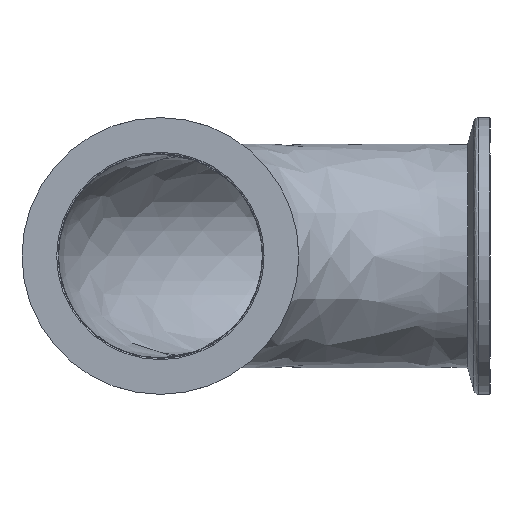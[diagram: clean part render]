
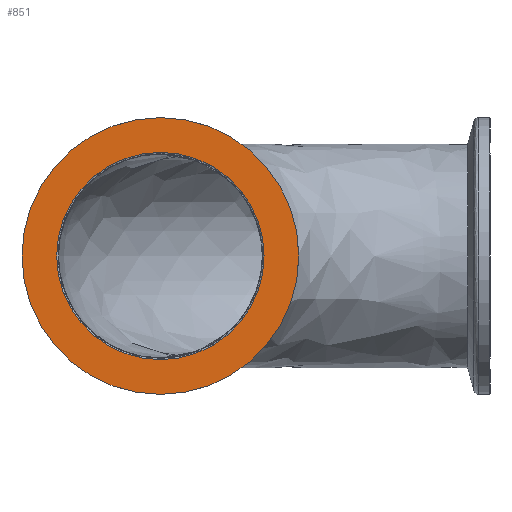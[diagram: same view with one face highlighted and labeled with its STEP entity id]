
A CAD part, front view. The second image highlights one B-rep face of the part: STEP entity #851.
In plain terms, the highlighted face is planar.
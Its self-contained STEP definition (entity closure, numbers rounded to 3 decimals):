
#67 = DIRECTION ( 'NONE',  ( -1., 0., 0. ) ) ;
#196 = DIRECTION ( 'NONE',  ( 0., -1., 0. ) ) ;
#270 = AXIS2_PLACEMENT_3D ( 'NONE', #723, #987, #739 ) ;
#301 = EDGE_CURVE ( 'NONE', #977, #977, #1255, .T. ) ;
#335 = ORIENTED_EDGE ( 'NONE', *, *, #721, .T. ) ;
#366 = CARTESIAN_POINT ( 'NONE',  ( 0., 20.6, 0. ) ) ;
#375 = AXIS2_PLACEMENT_3D ( 'NONE', #639, #520, #1437 ) ;
#520 = DIRECTION ( 'NONE',  ( -1., 0., 0. ) ) ;
#578 = FACE_BOUND ( 'NONE', #1614, .T. ) ;
#631 = EDGE_LOOP ( 'NONE', ( #335 ) ) ;
#639 = CARTESIAN_POINT ( 'NONE',  ( 0., 0., 0. ) ) ;
#648 = ORIENTED_EDGE ( 'NONE', *, *, #301, .T. ) ;
#664 = CIRCLE ( 'NONE', #375, 27.5 ) ;
#721 = EDGE_CURVE ( 'NONE', #1111, #1111, #664, .T. ) ;
#723 = CARTESIAN_POINT ( 'NONE',  ( 0., 0., 0. ) ) ;
#734 = CARTESIAN_POINT ( 'NONE',  ( 0., 27.5, 0. ) ) ;
#739 = DIRECTION ( 'NONE',  ( 0., 1., 0. ) ) ;
#851 = ADVANCED_FACE ( 'NONE', ( #578, #1495 ), #1441, .T. ) ;
#977 = VERTEX_POINT ( 'NONE', #366 ) ;
#987 = DIRECTION ( 'NONE',  ( 1., 0., 0. ) ) ;
#1111 = VERTEX_POINT ( 'NONE', #734 ) ;
#1255 = CIRCLE ( 'NONE', #270, 20.6 ) ;
#1295 = CARTESIAN_POINT ( 'NONE',  ( 0., 27.5, 0. ) ) ;
#1437 = DIRECTION ( 'NONE',  ( 0., 1., 0. ) ) ;
#1441 = PLANE ( 'NONE',  #1616 ) ;
#1495 = FACE_OUTER_BOUND ( 'NONE', #631, .T. ) ;
#1614 = EDGE_LOOP ( 'NONE', ( #648 ) ) ;
#1616 = AXIS2_PLACEMENT_3D ( 'NONE', #1295, #67, #196 ) ;
